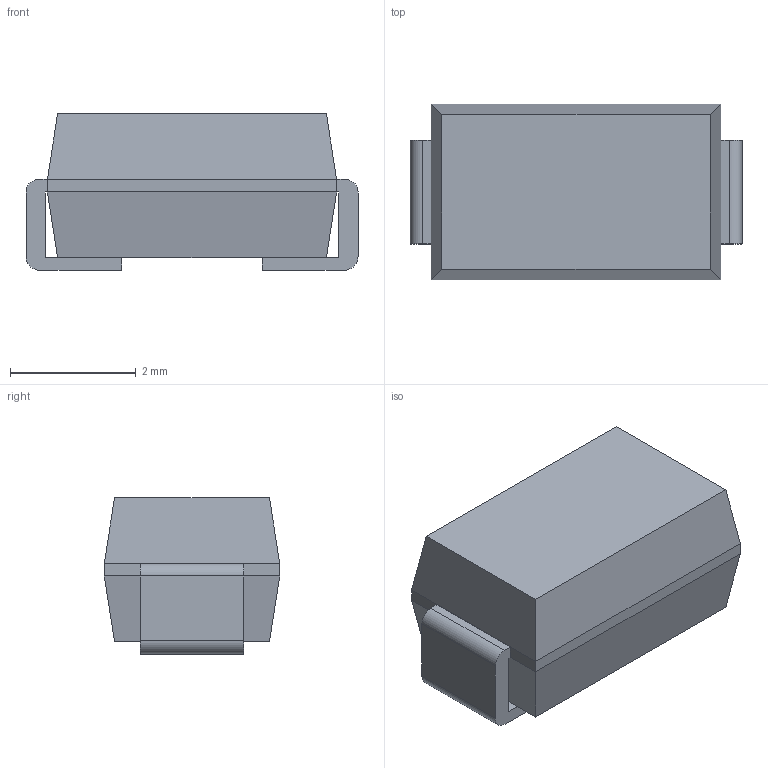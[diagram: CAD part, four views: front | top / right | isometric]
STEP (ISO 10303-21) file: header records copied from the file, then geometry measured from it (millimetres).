
FILE_DESCRIPTION (( 'STEP AP214' ), '1' );
FILE_NAME ('Diode SMA non-polar (DO-214AC).STEP', '2023-03-16T03:39:10', ( '' ), ( '' ), 'SwSTEP 2.0', 'SolidWorks 2019', '' );
FILE_SCHEMA (( 'AUTOMOTIVE_DESIGN' ));
Length unit declared in the file: millimetre
Products named in the file (1): Diode SMA non-polar (DO-214AC)
Bounding box: 5.28 x 2.79 x 2.49 mm (x, y, z)
Volume: 29.2 mm3; surface area: 75.8 mm2
Topology: 3 solids, 3 shells, 38 faces, 88 edges, 56 vertices
Faces by surface type: plane 34, cylinder 4
Entity records: 1240 total; most frequent: CARTESIAN_POINT 183, ORIENTED_EDGE 176, DIRECTION 174, EDGE_CURVE 88, LINE 80, VECTOR 80, VERTEX_POINT 56, AXIS2_PLACEMENT_3D 47
